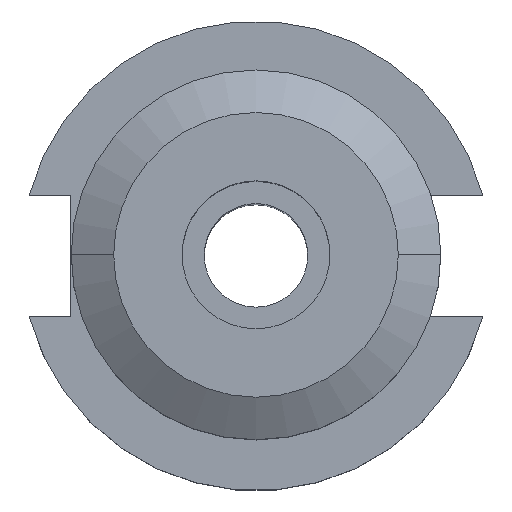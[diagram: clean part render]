
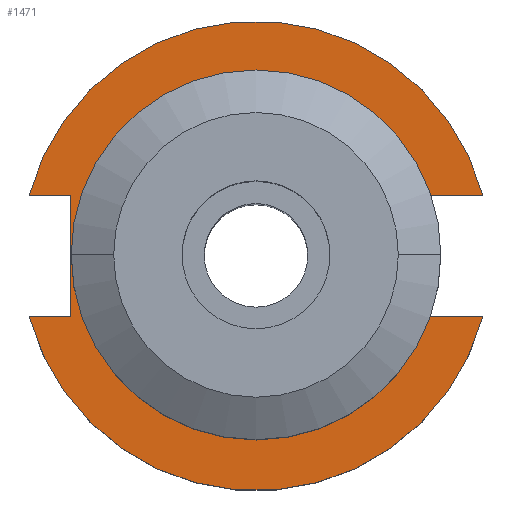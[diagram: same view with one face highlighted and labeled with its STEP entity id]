
A CAD part, top view. The second image highlights one B-rep face of the part: STEP entity #1471.
In plain terms, the highlighted planar face has unit normal (0, 0, 1).
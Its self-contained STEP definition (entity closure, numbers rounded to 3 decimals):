
#18 = CARTESIAN_POINT ( 'NONE',  ( 0., 0., 19.05 ) ) ;
#46 = CARTESIAN_POINT ( 'NONE',  ( 0., 0., 19.05 ) ) ;
#63 = CARTESIAN_POINT ( 'NONE',  ( 22.606, 4.373, 19.05 ) ) ;
#80 = EDGE_CURVE ( 'NONE', #1205, #1608, #828, .T. ) ;
#83 = DIRECTION ( 'NONE',  ( 1., 0., 0. ) ) ;
#90 = LINE ( 'NONE', #1512, #1138 ) ;
#94 = CARTESIAN_POINT ( 'NONE',  ( 0., -8.191, 19.05 ) ) ;
#100 = EDGE_CURVE ( 'NONE', #1608, #285, #458, .T. ) ;
#163 = DIRECTION ( 'NONE',  ( -1., 0., 0. ) ) ;
#278 = CARTESIAN_POINT ( 'NONE',  ( 22.606, -8.191, 19.05 ) ) ;
#281 = VERTEX_POINT ( 'NONE', #505 ) ;
#285 = VERTEX_POINT ( 'NONE', #63 ) ;
#300 = CIRCLE ( 'NONE', #949, 31.75 ) ;
#387 = ORIENTED_EDGE ( 'NONE', *, *, #1406, .T. ) ;
#394 = CIRCLE ( 'NONE', #1565, 31.75 ) ;
#409 = LINE ( 'NONE', #741, #1112 ) ;
#420 = VERTEX_POINT ( 'NONE', #1556 ) ;
#428 = EDGE_CURVE ( 'NONE', #469, #1758, #1453, .T. ) ;
#458 = CIRCLE ( 'NONE', #683, 23.025 ) ;
#469 = VERTEX_POINT ( 'NONE', #733 ) ;
#474 = DIRECTION ( 'NONE',  ( 0., 0., -1. ) ) ;
#475 = VECTOR ( 'NONE', #1268, 1000. ) ;
#502 = CARTESIAN_POINT ( 'NONE',  ( -25.091, 8.191, 19.05 ) ) ;
#505 = CARTESIAN_POINT ( 'NONE',  ( 30.675, -8.191, 19.05 ) ) ;
#528 = LINE ( 'NONE', #94, #1490 ) ;
#531 = EDGE_CURVE ( 'NONE', #1390, #281, #528, .T. ) ;
#556 = VERTEX_POINT ( 'NONE', #1373 ) ;
#577 = AXIS2_PLACEMENT_3D ( 'NONE', #46, #474, #1042 ) ;
#600 = DIRECTION ( 'NONE',  ( 1., 0., 0. ) ) ;
#640 = LINE ( 'NONE', #502, #686 ) ;
#658 = LINE ( 'NONE', #847, #978 ) ;
#683 = AXIS2_PLACEMENT_3D ( 'NONE', #18, #1015, #163 ) ;
#686 = VECTOR ( 'NONE', #1343, 1000. ) ;
#733 = CARTESIAN_POINT ( 'NONE',  ( -30.675, 8.191, 19.05 ) ) ;
#741 = CARTESIAN_POINT ( 'NONE',  ( -61.091, -8.191, 19.05 ) ) ;
#781 = DIRECTION ( 'NONE',  ( -1., 0., 0. ) ) ;
#787 = CARTESIAN_POINT ( 'NONE',  ( 0., 22.225, 19.05 ) ) ;
#809 = ORIENTED_EDGE ( 'NONE', *, *, #992, .T. ) ;
#828 = CIRCLE ( 'NONE', #577, 23.025 ) ;
#831 = VERTEX_POINT ( 'NONE', #1231 ) ;
#836 = ORIENTED_EDGE ( 'NONE', *, *, #1472, .T. ) ;
#838 = EDGE_CURVE ( 'NONE', #285, #1718, #90, .T. ) ;
#844 = DIRECTION ( 'NONE',  ( 1., 0., 0. ) ) ;
#847 = CARTESIAN_POINT ( 'NONE',  ( 22.606, 22.225, 19.05 ) ) ;
#849 = EDGE_LOOP ( 'NONE', ( #1551, #1515, #1346, #1322, #1561, #387, #1581, #836, #1615, #809, #1019 ) ) ;
#862 = CARTESIAN_POINT ( 'NONE',  ( 22.606, -4.373, 19.05 ) ) ;
#869 = AXIS2_PLACEMENT_3D ( 'NONE', #787, #1778, #781 ) ;
#949 = AXIS2_PLACEMENT_3D ( 'NONE', #1265, #1403, #844 ) ;
#974 = CARTESIAN_POINT ( 'NONE',  ( -61.091, 8.191, 19.05 ) ) ;
#978 = VECTOR ( 'NONE', #994, 1000. ) ;
#992 = EDGE_CURVE ( 'NONE', #420, #281, #300, .T. ) ;
#994 = DIRECTION ( 'NONE',  ( 0., 1., 0. ) ) ;
#1007 = CARTESIAN_POINT ( 'NONE',  ( 0., 8.191, 19.05 ) ) ;
#1015 = DIRECTION ( 'NONE',  ( 0., 0., -1. ) ) ;
#1016 = CARTESIAN_POINT ( 'NONE',  ( -23.025, 0., 19.05 ) ) ;
#1019 = ORIENTED_EDGE ( 'NONE', *, *, #531, .F. ) ;
#1042 = DIRECTION ( 'NONE',  ( -1., 0., 0. ) ) ;
#1082 = CARTESIAN_POINT ( 'NONE',  ( 0., 0., 19.05 ) ) ;
#1112 = VECTOR ( 'NONE', #600, 1000. ) ;
#1138 = VECTOR ( 'NONE', #1657, 1000. ) ;
#1205 = VERTEX_POINT ( 'NONE', #862 ) ;
#1219 = LINE ( 'NONE', #1007, #475 ) ;
#1231 = CARTESIAN_POINT ( 'NONE',  ( 30.675, 8.191, 19.05 ) ) ;
#1258 = EDGE_CURVE ( 'NONE', #1390, #1205, #658, .T. ) ;
#1265 = CARTESIAN_POINT ( 'NONE',  ( 0., 0., 19.05 ) ) ;
#1268 = DIRECTION ( 'NONE',  ( -1., 0., 0. ) ) ;
#1304 = CARTESIAN_POINT ( 'NONE',  ( 22.606, 8.191, 19.05 ) ) ;
#1322 = ORIENTED_EDGE ( 'NONE', *, *, #838, .T. ) ;
#1343 = DIRECTION ( 'NONE',  ( 0., -1., 0. ) ) ;
#1346 = ORIENTED_EDGE ( 'NONE', *, *, #100, .T. ) ;
#1373 = CARTESIAN_POINT ( 'NONE',  ( -25.091, -8.191, 19.05 ) ) ;
#1390 = VERTEX_POINT ( 'NONE', #278 ) ;
#1403 = DIRECTION ( 'NONE',  ( 0., 0., 1. ) ) ;
#1406 = EDGE_CURVE ( 'NONE', #831, #469, #394, .T. ) ;
#1407 = VECTOR ( 'NONE', #1409, 1000. ) ;
#1409 = DIRECTION ( 'NONE',  ( 1., 0., 0. ) ) ;
#1453 = LINE ( 'NONE', #974, #1407 ) ;
#1471 = ADVANCED_FACE ( 'NONE', ( #1762 ), #1784, .F. ) ;
#1472 = EDGE_CURVE ( 'NONE', #1758, #556, #640, .T. ) ;
#1490 = VECTOR ( 'NONE', #1708, 1000. ) ;
#1512 = CARTESIAN_POINT ( 'NONE',  ( 22.606, 22.225, 19.05 ) ) ;
#1515 = ORIENTED_EDGE ( 'NONE', *, *, #80, .T. ) ;
#1548 = CARTESIAN_POINT ( 'NONE',  ( -25.091, 8.191, 19.05 ) ) ;
#1551 = ORIENTED_EDGE ( 'NONE', *, *, #1258, .T. ) ;
#1556 = CARTESIAN_POINT ( 'NONE',  ( -30.675, -8.191, 19.05 ) ) ;
#1561 = ORIENTED_EDGE ( 'NONE', *, *, #1803, .F. ) ;
#1565 = AXIS2_PLACEMENT_3D ( 'NONE', #1082, #1789, #83 ) ;
#1581 = ORIENTED_EDGE ( 'NONE', *, *, #428, .T. ) ;
#1601 = EDGE_CURVE ( 'NONE', #420, #556, #409, .T. ) ;
#1608 = VERTEX_POINT ( 'NONE', #1016 ) ;
#1615 = ORIENTED_EDGE ( 'NONE', *, *, #1601, .F. ) ;
#1657 = DIRECTION ( 'NONE',  ( 0., 1., 0. ) ) ;
#1708 = DIRECTION ( 'NONE',  ( 1., 0., 0. ) ) ;
#1718 = VERTEX_POINT ( 'NONE', #1304 ) ;
#1758 = VERTEX_POINT ( 'NONE', #1548 ) ;
#1762 = FACE_OUTER_BOUND ( 'NONE', #849, .T. ) ;
#1778 = DIRECTION ( 'NONE',  ( 0., 0., -1. ) ) ;
#1784 = PLANE ( 'NONE',  #869 ) ;
#1789 = DIRECTION ( 'NONE',  ( 0., 0., 1. ) ) ;
#1803 = EDGE_CURVE ( 'NONE', #831, #1718, #1219, .T. ) ;
